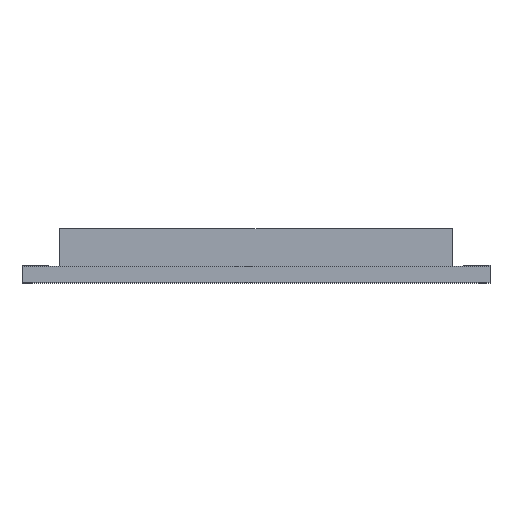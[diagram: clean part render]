
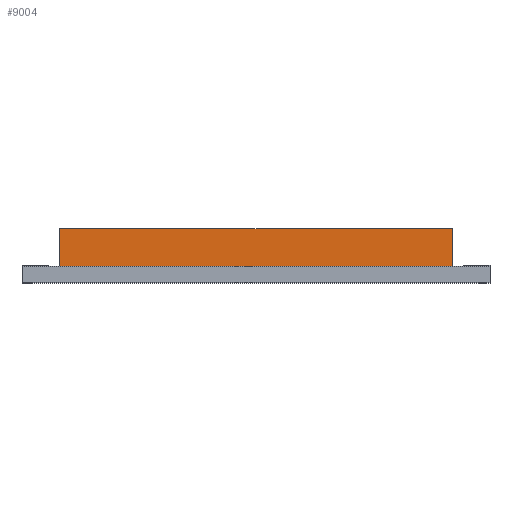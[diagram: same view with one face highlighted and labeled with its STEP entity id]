
A CAD part, top view. The second image highlights one B-rep face of the part: STEP entity #9004.
In plain terms, the highlighted planar face has unit normal (0, 0, 1).
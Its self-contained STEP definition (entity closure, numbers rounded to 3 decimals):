
#52 = CARTESIAN_POINT ( 'NONE',  ( -7.3, 0.6, 10.4 ) ) ;
#60 = CARTESIAN_POINT ( 'NONE',  ( -7.3, 2., 10.4 ) ) ;
#578 = CARTESIAN_POINT ( 'NONE',  ( 7.3, 0.6, 10.4 ) ) ;
#742 = ORIENTED_EDGE ( 'NONE', *, *, #5060, .T. ) ;
#926 = VECTOR ( 'NONE', #4274, 1000. ) ;
#960 = ORIENTED_EDGE ( 'NONE', *, *, #969, .F. ) ;
#969 = EDGE_CURVE ( 'NONE', #8807, #12374, #12109, .T. ) ;
#995 = PLANE ( 'NONE',  #5598 ) ;
#1468 = CARTESIAN_POINT ( 'NONE',  ( -7.3, 0.6, 10.4 ) ) ;
#2981 = LINE ( 'NONE', #52, #10256 ) ;
#3273 = EDGE_CURVE ( 'NONE', #12374, #4408, #9729, .T. ) ;
#3281 = EDGE_CURVE ( 'NONE', #4641, #4408, #2981, .T. ) ;
#3846 = ORIENTED_EDGE ( 'NONE', *, *, #3273, .F. ) ;
#4087 = DIRECTION ( 'NONE',  ( 0., -1., 0. ) ) ;
#4274 = DIRECTION ( 'NONE',  ( 1., 0., 0. ) ) ;
#4408 = VERTEX_POINT ( 'NONE', #578 ) ;
#4599 = DIRECTION ( 'NONE',  ( 0., -1., 0. ) ) ;
#4641 = VERTEX_POINT ( 'NONE', #1468 ) ;
#5060 = EDGE_CURVE ( 'NONE', #8807, #4641, #11175, .T. ) ;
#5275 = EDGE_LOOP ( 'NONE', ( #13206, #3846, #960, #742 ) ) ;
#5311 = CARTESIAN_POINT ( 'NONE',  ( -7.3, 2., 10.4 ) ) ;
#5598 = AXIS2_PLACEMENT_3D ( 'NONE', #10054, #14635, #13517 ) ;
#7082 = VECTOR ( 'NONE', #4599, 1000. ) ;
#8807 = VERTEX_POINT ( 'NONE', #5311 ) ;
#9004 = ADVANCED_FACE ( 'NONE', ( #11196 ), #995, .F. ) ;
#9729 = LINE ( 'NONE', #14303, #14578 ) ;
#10054 = CARTESIAN_POINT ( 'NONE',  ( -7.3, 2., 10.4 ) ) ;
#10256 = VECTOR ( 'NONE', #13471, 1000. ) ;
#11175 = LINE ( 'NONE', #60, #7082 ) ;
#11196 = FACE_OUTER_BOUND ( 'NONE', #5275, .T. ) ;
#11226 = CARTESIAN_POINT ( 'NONE',  ( 7.3, 2., 10.4 ) ) ;
#12109 = LINE ( 'NONE', #14492, #926 ) ;
#12374 = VERTEX_POINT ( 'NONE', #11226 ) ;
#13206 = ORIENTED_EDGE ( 'NONE', *, *, #3281, .T. ) ;
#13471 = DIRECTION ( 'NONE',  ( 1., 0., 0. ) ) ;
#13517 = DIRECTION ( 'NONE',  ( -1., 0., 0. ) ) ;
#14303 = CARTESIAN_POINT ( 'NONE',  ( 7.3, 2., 10.4 ) ) ;
#14492 = CARTESIAN_POINT ( 'NONE',  ( -7.3, 2., 10.4 ) ) ;
#14578 = VECTOR ( 'NONE', #4087, 1000. ) ;
#14635 = DIRECTION ( 'NONE',  ( 0., 0., -1. ) ) ;
